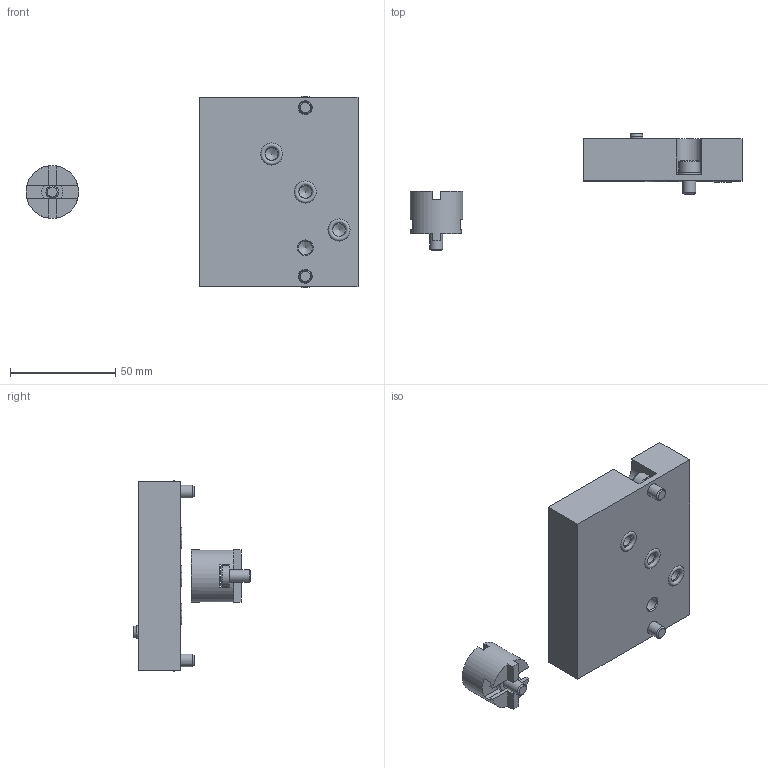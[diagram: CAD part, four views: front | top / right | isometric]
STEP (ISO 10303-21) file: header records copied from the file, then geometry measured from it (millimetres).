
FILE_DESCRIPTION(/* description */ ('STEP AP214'),/* implementation_level */ '2;1');
FILE_NAME(/* name */ '8104804_DADG-AK-F9-2',/* time_stamp */ '2024-08-12T16:36:18+02:00',/* author */ ('License CC BY-ND 4.0'),/* organization */ ('CADENAS'),/* preprocessor_version */ 'ST-DEVELOPER v19.3',/* originating_system */ 'PARTsolutions',/* authorisation */ ' ');
FILE_SCHEMA (('AUTOMOTIVE_DESIGN {1 0 10303 214 3 1 1}'));
Length unit declared in the file: millimetre
Products named in the file (7): 8104804 DADG-AK-F9-2; 8103734 DADG-AK-F9-2---(p); Tooth lock washer DIN 6797 - J6.4; ISO-4762 M6x10; ISO 2338 6m6x12(F); 8103737 DADG-AK-F9---(high_a); DIN-7984 - M6x10(F)
Assembly tree (8 placements, depth 2):
  8104804 DADG-AK-F9-2
    8103734 DADG-AK-F9-2---(p)
    Tooth lock washer DIN 6797 - J6.4  x2
    ISO-4762 M6x10  x2
    ISO 2338 6m6x12(F)
    8103737 DADG-AK-F9---(high_a)
    DIN-7984 - M6x10(F)
Bounding box: 157.46 x 55.5 x 91 mm (x, y, z)
Volume: 137809 mm3; surface area: 28665 mm2
Topology: 8 solids, 8 shells, 223 faces, 562 edges, 364 vertices
Faces by surface type: plane 121, cylinder 60, cone 36, torus 6
Full cylindrical faces by diameter (mm): 4.917 x3, 6 x11, 6.5 x1, 6.6 x2, 10 x3, 10.5 x3, 11 x2, 25 x1
Entity records: 4958 total; most frequent: DIRECTION 790, CARTESIAN_POINT 787, ORIENTED_EDGE 668, EDGE_CURVE 334, AXIS2_PLACEMENT_3D 297, VERTEX_POINT 248, FACE_BOUND 230, EDGE_LOOP 222
